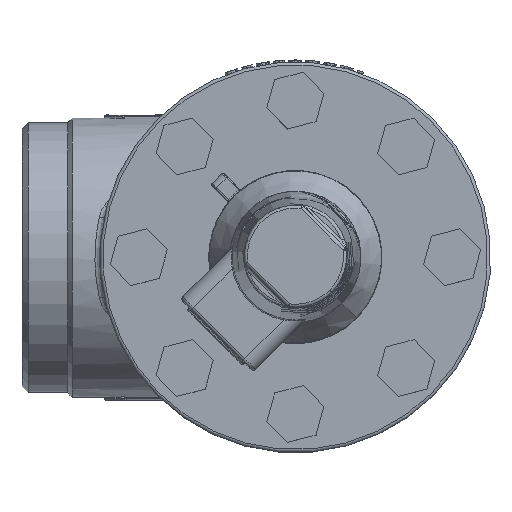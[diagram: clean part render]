
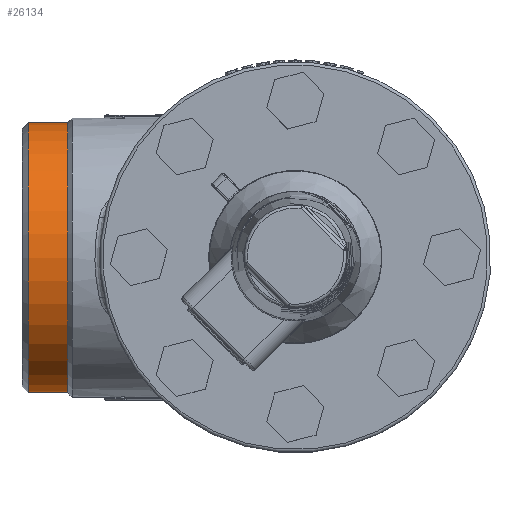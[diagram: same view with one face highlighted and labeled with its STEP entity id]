
A CAD part, top view. The second image highlights one B-rep face of the part: STEP entity #26134.
In plain terms, the highlighted cylindrical face has radius 44.45 mm (diameter 88.9 mm), a full revolution.
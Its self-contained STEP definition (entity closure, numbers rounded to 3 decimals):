
#26090=CARTESIAN_POINT('',(-75.,-0.,-44.45));
#26091=VERTEX_POINT('',#26090);
#26098=CARTESIAN_POINT('',(-75.,0.,0.));
#26099=DIRECTION('',(1.,0.,0.));
#26100=DIRECTION('',(0.,0.,-1.));
#26101=AXIS2_PLACEMENT_3D('',#26098,#26099,#26100);
#26102=CIRCLE('',#26101,44.45);
#26103=EDGE_CURVE('',#26091,#26091,#26102,.T.);
#26110=CARTESIAN_POINT('',(0.,0.,0.));
#26111=DIRECTION('',(1.,0.,0.));
#26112=DIRECTION('',(0.,0.,-1.));
#26113=AXIS2_PLACEMENT_3D('',#26110,#26111,#26112);
#26114=CYLINDRICAL_SURFACE('',#26113,44.45);
#26115=CARTESIAN_POINT('',(-88.,-0.,-44.45));
#26116=VERTEX_POINT('',#26115);
#26117=CARTESIAN_POINT('',(-75.,0.,-44.45));
#26118=DIRECTION('',(-1.,-0.,0.));
#26119=VECTOR('',#26118,13.);
#26120=LINE('',#26117,#26119);
#26121=EDGE_CURVE('',#26091,#26116,#26120,.T.);
#26122=ORIENTED_EDGE('',*,*,#26121,.T.);
#26123=CARTESIAN_POINT('',(-88.,0.,0.));
#26124=DIRECTION('',(1.,0.,0.));
#26125=DIRECTION('',(0.,0.,-1.));
#26126=AXIS2_PLACEMENT_3D('',#26123,#26124,#26125);
#26127=CIRCLE('',#26126,44.45);
#26128=EDGE_CURVE('',#26116,#26116,#26127,.T.);
#26129=ORIENTED_EDGE('',*,*,#26128,.T.);
#26130=ORIENTED_EDGE('',*,*,#26121,.F.);
#26131=ORIENTED_EDGE('',*,*,#26103,.F.);
#26132=EDGE_LOOP('',(#26122,#26129,#26130,#26131));
#26133=FACE_BOUND('',#26132,.T.);
#26134=ADVANCED_FACE('',(#26133),#26114,.T.);
